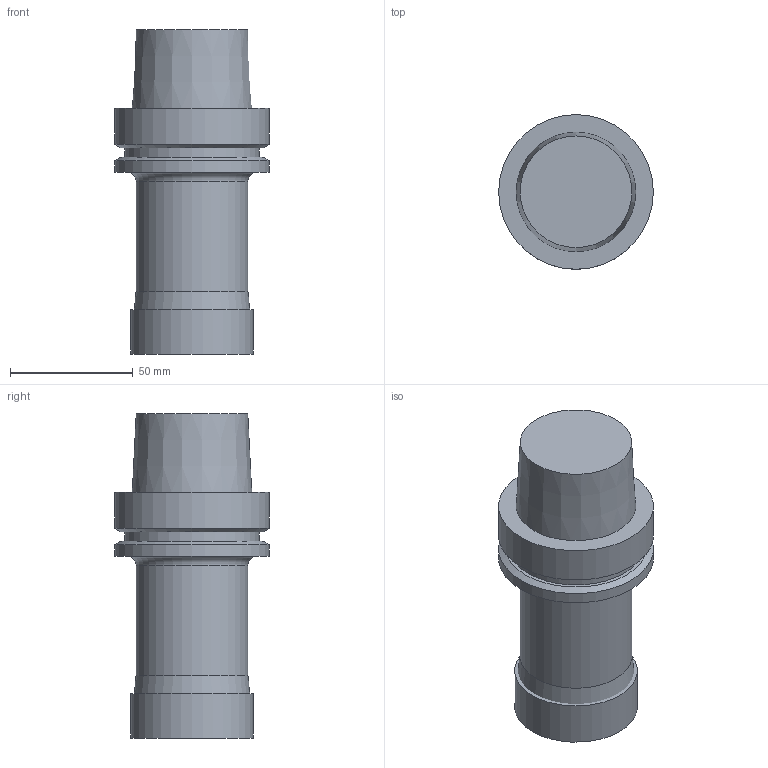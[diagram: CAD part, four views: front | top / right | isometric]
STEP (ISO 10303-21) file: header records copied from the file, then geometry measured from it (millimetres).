
FILE_DESCRIPTION(/* description */ ('3-D model version:1'),/* implementation_level */ '2;1');
FILE_NAME(/* name */ 'R790-050HA06S2-22M',/* time_stamp */ '2015-10-15T09:41:24+02:00',/* author */ ('InteractiveCad'),/* organization */ ('AB Sandvik Coromant'),/* preprocessor_version */ 'ST-DEVELOPER v15',/* originating_system */ 'SIEMENS PLM Software NX 8.5',/* authorisation */ '');
FILE_SCHEMA (('AP203_CONFIGURATION_CONTROLLED_3D_DESIGN_OF_MECHANICAL_PARTS_AND_ASSEMBLIES_MIM_LF { 1 0 10303 403 2 1 2}'));
Length unit declared in the file: millimetre
Products named in the file (1): R790_050HA06S2_22M_SIM
Bounding box: 62.94 x 62.94 x 131.9 mm (x, y, z)
Volume: 278862.4 mm3; surface area: 34421.9 mm2
Topology: 2 solids, 2 shells, 26 faces, 45 edges, 28 vertices
Faces by surface type: plane 9, cone 7, cylinder 6, torus 4
Full cylindrical faces by diameter (mm): 18 x1, 45.532 x1, 50 x1, 54.95 x1, 62.94 x2
Entity records: 639 total; most frequent: DIRECTION 102, CARTESIAN_POINT 101, AXIS2_PLACEMENT_3D 51, EDGE_LOOP 50, ORIENTED_EDGE 50, FACE_BOUND 48, ADVANCED_FACE 26, VERTEX_POINT 25
